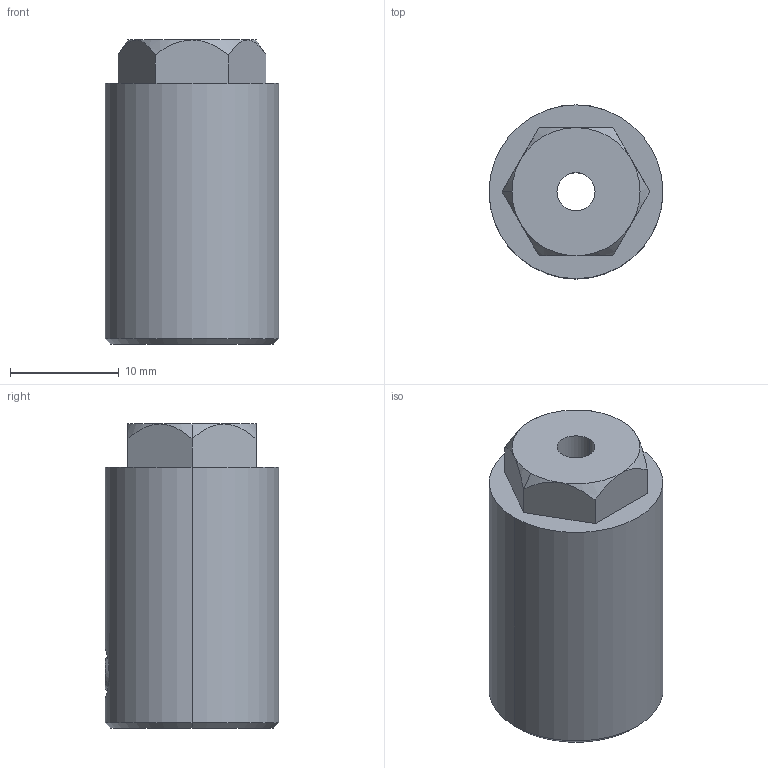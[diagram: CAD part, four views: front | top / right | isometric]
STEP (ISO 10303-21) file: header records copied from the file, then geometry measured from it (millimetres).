
FILE_DESCRIPTION (( 'STEP AP214' ), '1' );
FILE_NAME ('39279_TXM-Mounts TETRIX All-Terrain Tire to 4.7mm Axle Shaft.STEP', '2017-02-01T20:53:45', ( '' ), ( '' ), 'SwSTEP 2.0', 'SolidWorks 2016', '' );
FILE_SCHEMA (( 'AUTOMOTIVE_DESIGN' ));
Length unit declared in the file: millimetre
Products named in the file (2): 39279_TXM-Mounts TETRIX All-Terrain Tire to 4.7mm Axle Shaft
Bounding box: 16 x 16 x 28 mm (x, y, z)
Volume: 4823.9 mm3; surface area: 2271.3 mm2
Topology: 2 solids, 2 shells, 59 faces, 143 edges, 90 vertices
Faces by surface type: plane 19, cone 18, cylinder 18, bspline 4
Entity records: 3767 total; most frequent: CARTESIAN_POINT 1793, ORIENTED_EDGE 282, DIRECTION 234, EDGE_CURVE 141, VERTEX_POINT 90, AXIS2_PLACEMENT_3D 88, EDGE_LOOP 67, UNCERTAINTY_MEASURE_WITH_UNIT 63
